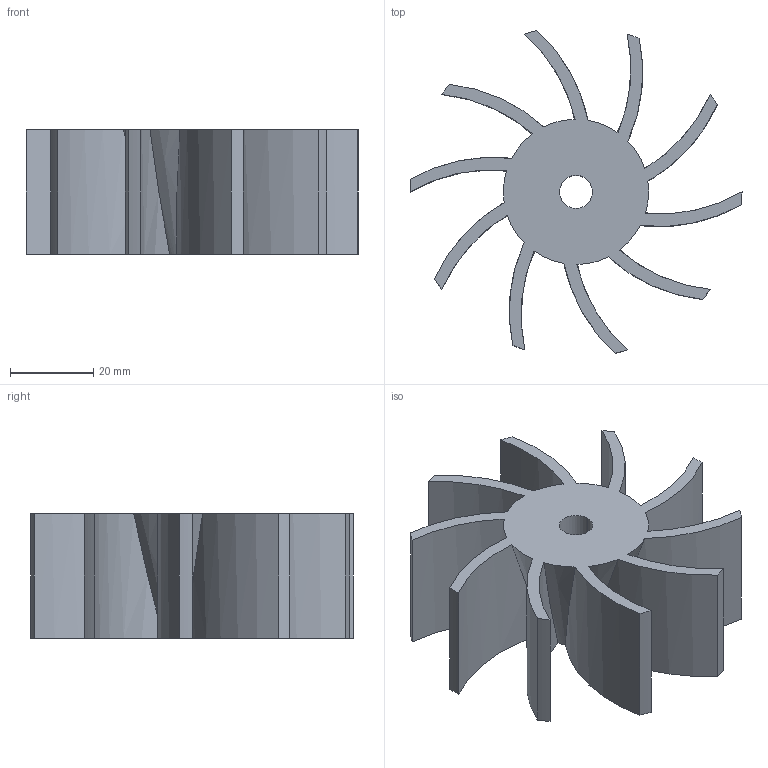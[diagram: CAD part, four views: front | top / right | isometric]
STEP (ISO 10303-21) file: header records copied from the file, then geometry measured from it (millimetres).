
FILE_DESCRIPTION((''),'2;1');
FILE_NAME('IMPELLARREVERSEDCUSTOM','2021-12-29T15:41:40',('user'),(''),'CREO PARAMETRIC BY PTC INC, 2021063','CREO PARAMETRIC BY PTC INC, 2021063','');
FILE_SCHEMA(('CONFIG_CONTROL_DESIGN'));
Length unit declared in the file: millimetre
Products named in the file (1): IMPELLARREVERSEDCUSTOM
Bounding box: 80 x 77.76 x 30 mm (x, y, z)
Volume: 40318.8 mm3; surface area: 23861.6 mm2
Topology: 1 solids, 1 shells, 44 faces, 126 edges, 84 vertices
Faces by surface type: cylinder 32, cone 10, plane 2
Entity records: 1556 total; most frequent: CARTESIAN_POINT 314, DIRECTION 278, ORIENTED_EDGE 252, AXIS2_PLACEMENT_3D 128, EDGE_CURVE 126, VERTEX_POINT 84, CIRCLE 84, EDGE_LOOP 46
